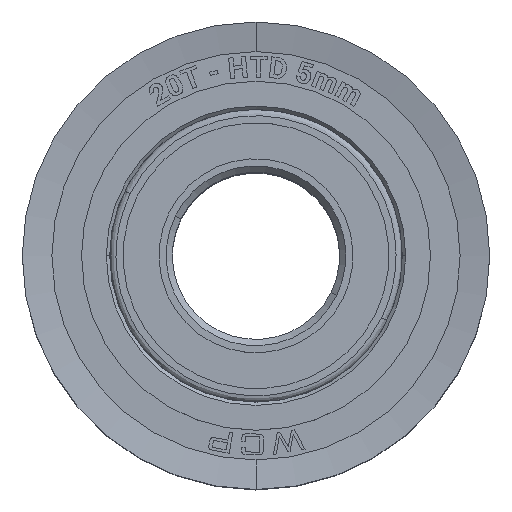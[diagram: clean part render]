
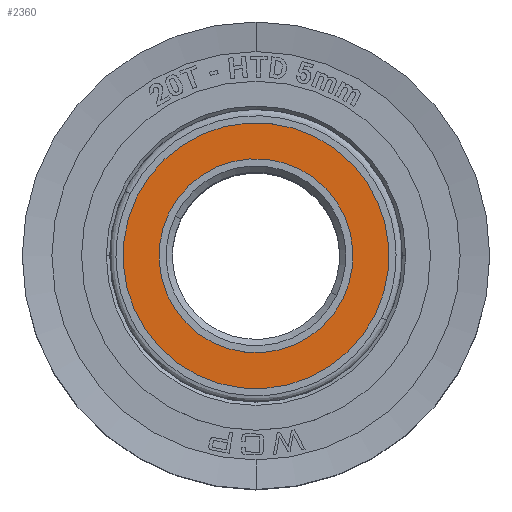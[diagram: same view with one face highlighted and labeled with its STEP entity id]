
A CAD part, top view. The second image highlights one B-rep face of the part: STEP entity #2360.
In plain terms, the highlighted face is planar.
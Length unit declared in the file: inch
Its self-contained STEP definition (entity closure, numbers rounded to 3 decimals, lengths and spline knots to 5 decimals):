
#191 = CARTESIAN_POINT ( 'NONE',  ( -0.12256, 0., 0.29 ) ) ;
#371 = CIRCLE ( 'NONE', #7326, 0.29 ) ;
#1150 = EDGE_CURVE ( 'NONE', #1288, #9854, #6338, .T. ) ;
#1288 = VERTEX_POINT ( 'NONE', #16386 ) ;
#1522 = CARTESIAN_POINT ( 'NONE',  ( -0.12256, 0., -0.29 ) ) ;
#1748 = FACE_OUTER_BOUND ( 'NONE', #2156, .T. ) ;
#1766 = DIRECTION ( 'NONE',  ( -1., 0., 0. ) ) ;
#2156 = EDGE_LOOP ( 'NONE', ( #17171, #4587 ) ) ;
#2360 = ADVANCED_FACE ( 'NONE', ( #1748, #16922 ), #16664, .F. ) ;
#2927 = VERTEX_POINT ( 'NONE', #191 ) ;
#3029 = AXIS2_PLACEMENT_3D ( 'NONE', #15652, #3121, #4573 ) ;
#3121 = DIRECTION ( 'NONE',  ( 1., 0., 0. ) ) ;
#3510 = CIRCLE ( 'NONE', #15981, 0.3975 ) ;
#3734 = DIRECTION ( 'NONE',  ( 0., 0., 1. ) ) ;
#3824 = DIRECTION ( 'NONE',  ( -1., 0., 0. ) ) ;
#4508 = CARTESIAN_POINT ( 'NONE',  ( -0.12256, 0., 0. ) ) ;
#4573 = DIRECTION ( 'NONE',  ( 0., 0., -1. ) ) ;
#4587 = ORIENTED_EDGE ( 'NONE', *, *, #5349, .T. ) ;
#5349 = EDGE_CURVE ( 'NONE', #9854, #1288, #3510, .T. ) ;
#5920 = DIRECTION ( 'NONE',  ( -1., 0., 0. ) ) ;
#6338 = CIRCLE ( 'NONE', #11539, 0.3975 ) ;
#6872 = EDGE_LOOP ( 'NONE', ( #17507, #10494 ) ) ;
#7223 = DIRECTION ( 'NONE',  ( -1., 0., 0. ) ) ;
#7326 = AXIS2_PLACEMENT_3D ( 'NONE', #11901, #3824, #3734 ) ;
#8188 = AXIS2_PLACEMENT_3D ( 'NONE', #11266, #5920, #9909 ) ;
#8496 = CARTESIAN_POINT ( 'NONE',  ( -0.12256, 0., 0. ) ) ;
#9854 = VERTEX_POINT ( 'NONE', #14837 ) ;
#9909 = DIRECTION ( 'NONE',  ( 0., 0., 1. ) ) ;
#10123 = DIRECTION ( 'NONE',  ( 0., 0., 1. ) ) ;
#10494 = ORIENTED_EDGE ( 'NONE', *, *, #13280, .F. ) ;
#11266 = CARTESIAN_POINT ( 'NONE',  ( -0.12256, 0., 0. ) ) ;
#11539 = AXIS2_PLACEMENT_3D ( 'NONE', #8496, #7223, #12754 ) ;
#11901 = CARTESIAN_POINT ( 'NONE',  ( -0.12256, 0., 0. ) ) ;
#12391 = EDGE_CURVE ( 'NONE', #2927, #15792, #13700, .T. ) ;
#12754 = DIRECTION ( 'NONE',  ( 0., 0., 1. ) ) ;
#13280 = EDGE_CURVE ( 'NONE', #15792, #2927, #371, .T. ) ;
#13700 = CIRCLE ( 'NONE', #8188, 0.29 ) ;
#14837 = CARTESIAN_POINT ( 'NONE',  ( -0.12256, 0., -0.3975 ) ) ;
#15652 = CARTESIAN_POINT ( 'NONE',  ( -0.12256, 0.29, 0. ) ) ;
#15792 = VERTEX_POINT ( 'NONE', #1522 ) ;
#15981 = AXIS2_PLACEMENT_3D ( 'NONE', #4508, #1766, #10123 ) ;
#16386 = CARTESIAN_POINT ( 'NONE',  ( -0.12256, 0., 0.3975 ) ) ;
#16664 = PLANE ( 'NONE',  #3029 ) ;
#16922 = FACE_BOUND ( 'NONE', #6872, .T. ) ;
#17171 = ORIENTED_EDGE ( 'NONE', *, *, #1150, .T. ) ;
#17507 = ORIENTED_EDGE ( 'NONE', *, *, #12391, .F. ) ;
